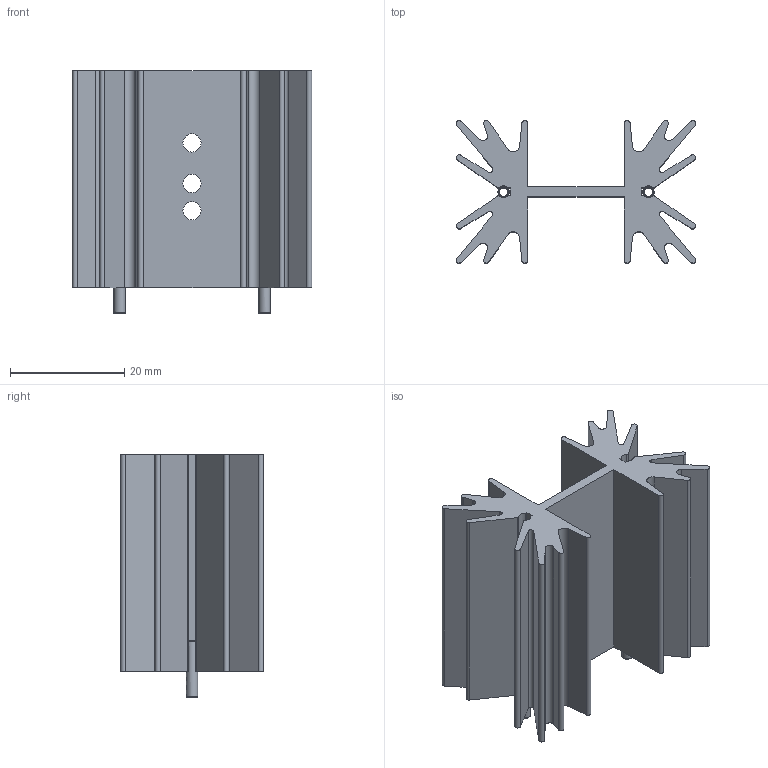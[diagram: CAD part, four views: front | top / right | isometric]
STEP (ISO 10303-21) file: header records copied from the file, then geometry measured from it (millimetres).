
FILE_DESCRIPTION(('FreeCAD Model'),'2;1');
FILE_NAME('Open CASCADE Shape Model','2022-05-21T13:24:44',('Author'),( ''),'Open CASCADE STEP processor 7.5','FreeCAD','Unknown');
FILE_SCHEMA(('AUTOMOTIVE_DESIGN { 1 0 10303 214 1 1 1 1 }'));
Length unit declared in the file: millimetre
Products named in the file (3): 001020450; A9001B20100008S; A9001B20100008S001
Bounding box: 42 x 25 x 42.6 mm (x, y, z)
Volume: 13617.3 mm3; surface area: 12433.7 mm2
Topology: 3 solids, 3 shells, 201 faces, 585 edges, 390 vertices
Faces by surface type: plane 102, cylinder 95, torus 4
Full cylindrical faces by diameter (mm): 3.2 x3
Entity records: 25159 total; most frequent: CARTESIAN_POINT 14344, DIRECTION 1806, ORIENTED_EDGE 1170, PCURVE 1170, DEFINITIONAL_REPRESENTATION 1170, LINE 904, VECTOR 904, EDGE_CURVE 585
